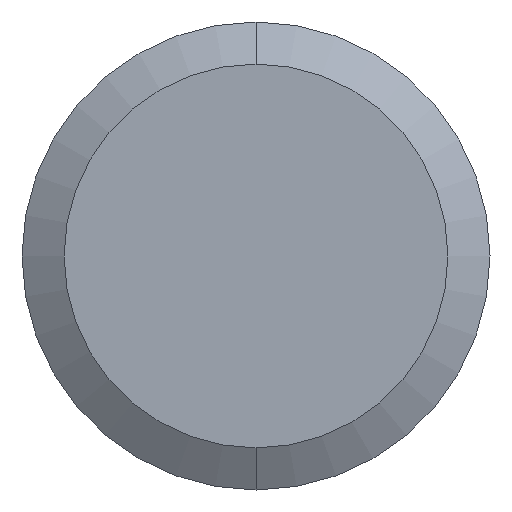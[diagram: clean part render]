
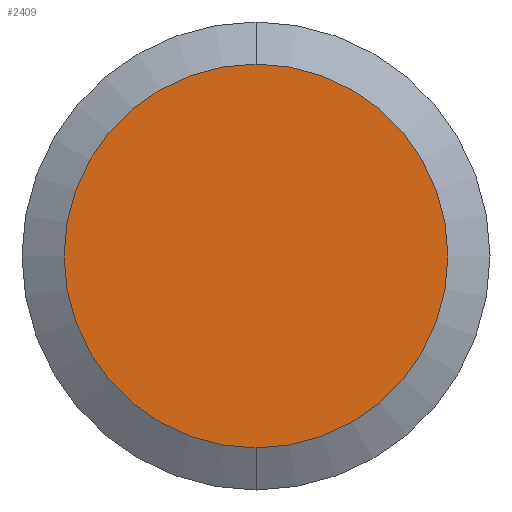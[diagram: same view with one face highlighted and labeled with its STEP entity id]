
A CAD part, front view. The second image highlights one B-rep face of the part: STEP entity #2409.
In plain terms, the highlighted planar face has unit normal (0, -1, 0).
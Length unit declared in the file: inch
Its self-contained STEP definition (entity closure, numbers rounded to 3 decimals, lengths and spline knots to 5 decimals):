
#1050 = CARTESIAN_POINT ( 'NONE',  ( 0.58713, 0.52052, 1.13036 ) ) ;
#1128 = DIRECTION ( 'NONE',  ( 0., -1., 0. ) ) ;
#1211 = DIRECTION ( 'NONE',  ( 0., -1., 0. ) ) ;
#1266 = ORIENTED_EDGE ( 'NONE', *, *, #4060, .T. ) ;
#1490 = FACE_OUTER_BOUND ( 'NONE', #3168, .T. ) ;
#2016 = VERTEX_POINT ( 'NONE', #5159 ) ;
#2080 = CARTESIAN_POINT ( 'NONE',  ( 0.58713, 0.52052, 1.70025 ) ) ;
#2409 = ADVANCED_FACE ( 'NONE', ( #1490 ), #5177, .T. ) ;
#2602 = DIRECTION ( 'NONE',  ( 0., -1., 0. ) ) ;
#2621 = CIRCLE ( 'NONE', #5041, 0.56989 ) ;
#3168 = EDGE_LOOP ( 'NONE', ( #1266, #6229 ) ) ;
#3295 = EDGE_CURVE ( 'NONE', #2016, #6504, #2621, .T. ) ;
#3626 = AXIS2_PLACEMENT_3D ( 'NONE', #1050, #1128, #5294 ) ;
#4060 = EDGE_CURVE ( 'NONE', #6504, #2016, #5830, .T. ) ;
#4659 = CARTESIAN_POINT ( 'NONE',  ( 0.58713, 0.52052, 1.13036 ) ) ;
#4695 = DIRECTION ( 'NONE',  ( 0., 0., -1. ) ) ;
#4725 = AXIS2_PLACEMENT_3D ( 'NONE', #4659, #2602, #4695 ) ;
#5041 = AXIS2_PLACEMENT_3D ( 'NONE', #6391, #1211, #5866 ) ;
#5159 = CARTESIAN_POINT ( 'NONE',  ( 0.58713, 0.52052, 0.56048 ) ) ;
#5177 = PLANE ( 'NONE',  #4725 ) ;
#5294 = DIRECTION ( 'NONE',  ( 0., 0., -1. ) ) ;
#5830 = CIRCLE ( 'NONE', #3626, 0.56989 ) ;
#5866 = DIRECTION ( 'NONE',  ( 0., 0., -1. ) ) ;
#6229 = ORIENTED_EDGE ( 'NONE', *, *, #3295, .T. ) ;
#6391 = CARTESIAN_POINT ( 'NONE',  ( 0.58713, 0.52052, 1.13036 ) ) ;
#6504 = VERTEX_POINT ( 'NONE', #2080 ) ;
